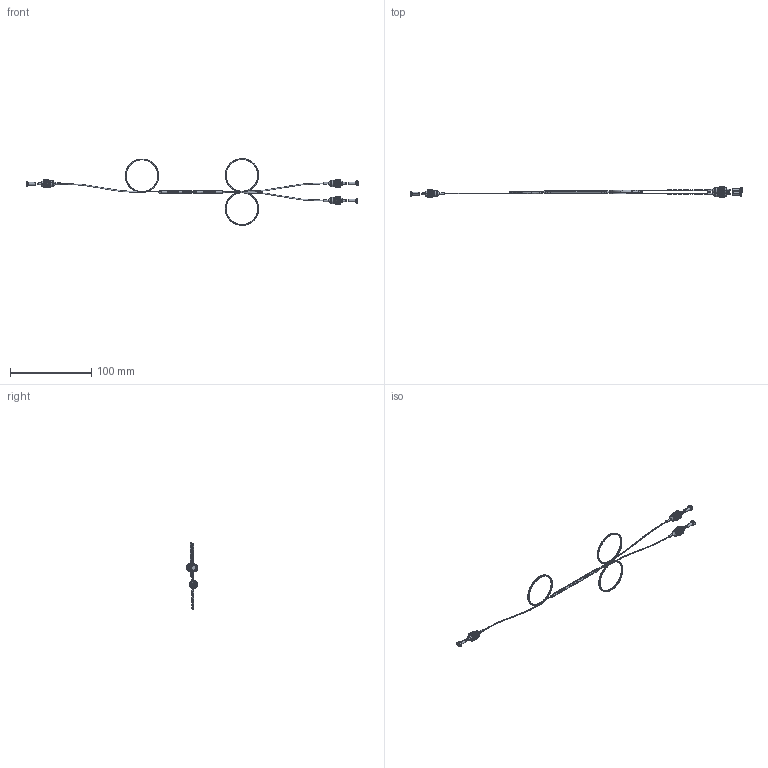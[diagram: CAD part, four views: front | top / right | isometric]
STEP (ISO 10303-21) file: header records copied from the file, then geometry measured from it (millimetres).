
FILE_DESCRIPTION (( 'STEP AP203' ), '1' );
FILE_NAME ('TTN174106-E0W.STEP', '2019-04-08T17:05:25', ( '' ), ( '' ), 'SwSTEP 2.0', 'SolidWorks 2018', '' );
FILE_SCHEMA (( 'CONFIG_CONTROL_DESIGN' ));
Length unit declared in the file: millimetre
Products named in the file (15): SGZ-1A1512F00G_125.5um; DWG1528; FC-APC Dust Cap_FC Dust Cap General; DWG1553; SGP-N4 125.5um APC; DWG1540; TTN174106-E0W; DWG1529; LA000PLBTTB_Standard; LA000PLBTTW_Standard; DWG1751_48-2mm; LA000PLBTTR_Standard; PANDA 1310_60; SGP-N488081K0G; DWG1631_75mm
Assembly tree (17 placements, depth 3):
  TTN174106-E0W
    DWG1751_48-2mm
    PANDA 1310_60  x2
    DWG1631_75mm
    DWG1528
    DWG1553
    DWG1540
    DWG1529
    LA000PLBTTB_Standard
    LA000PLBTTW_Standard
    LA000PLBTTR_Standard
    SGP-N4 125.5um APC  x3
      SGP-N488081K0G
      SGZ-1A1512F00G_125.5um
      FC-APC Dust Cap_FC Dust Cap General
Bounding box: 408.3 x 14 x 81.85 mm (x, y, z)
Volume: 3284.5 mm3; surface area: 13609.6 mm2
Topology: 32 solids, 32 shells, 2624 faces, 7852 edges, 5428 vertices
Faces by surface type: plane 1277, cylinder 891, cone 351, torus 65, bspline 40
Entity records: 51606 total; most frequent: CARTESIAN_POINT 21060, ORIENTED_EDGE 6640, DIRECTION 5402, EDGE_CURVE 3320, VERTEX_POINT 2428, AXIS2_PLACEMENT_3D 1973, VECTOR 1456, LINE 1456
